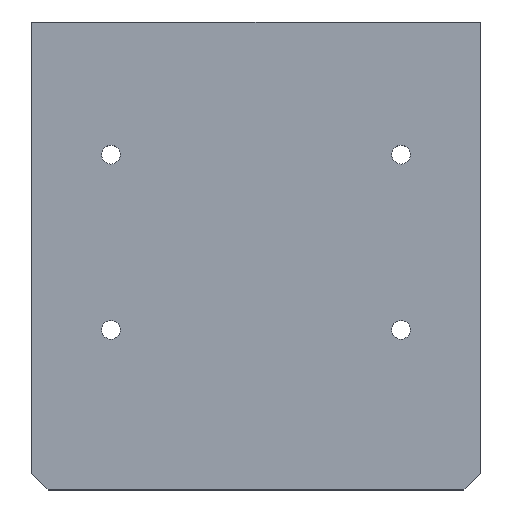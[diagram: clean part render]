
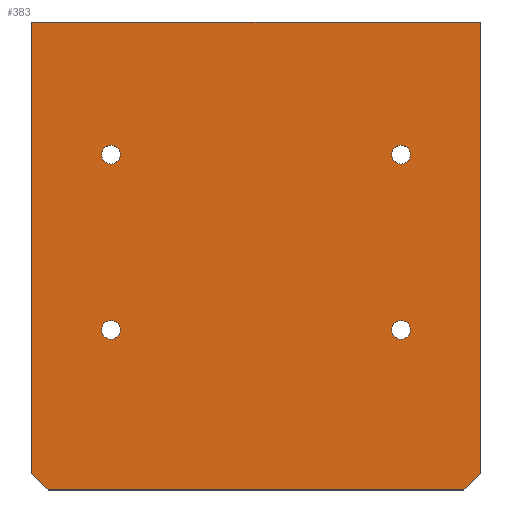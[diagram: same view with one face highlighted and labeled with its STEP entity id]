
A CAD part, top view. The second image highlights one B-rep face of the part: STEP entity #383.
In plain terms, the highlighted planar face has unit normal (0, 0, 1).
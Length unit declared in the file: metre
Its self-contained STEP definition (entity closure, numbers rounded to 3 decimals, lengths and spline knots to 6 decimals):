
#26=LINE('',#566,#68);
#38=LINE('',#589,#80);
#40=LINE('',#593,#82);
#43=LINE('',#607,#85);
#46=LINE('',#616,#88);
#47=LINE('',#617,#89);
#68=VECTOR('',#459,1.);
#80=VECTOR('',#473,1.);
#82=VECTOR('',#477,1.);
#85=VECTOR('',#494,1.);
#88=VECTOR('',#503,1.);
#89=VECTOR('',#504,1.);
#148=ORIENTED_EDGE('',*,*,#228,.T.);
#149=ORIENTED_EDGE('',*,*,#238,.T.);
#150=ORIENTED_EDGE('',*,*,#234,.F.);
#151=ORIENTED_EDGE('',*,*,#239,.T.);
#152=ORIENTED_EDGE('',*,*,#214,.F.);
#153=ORIENTED_EDGE('',*,*,#226,.T.);
#154=ORIENTED_EDGE('',*,*,#233,.F.);
#155=ORIENTED_EDGE('',*,*,#232,.F.);
#156=ORIENTED_EDGE('',*,*,#231,.F.);
#157=ORIENTED_EDGE('',*,*,#237,.F.);
#214=EDGE_CURVE('',#264,#265,#26,.T.);
#226=EDGE_CURVE('',#264,#273,#38,.T.);
#228=EDGE_CURVE('',#273,#274,#40,.T.);
#231=EDGE_CURVE('',#276,#276,#290,.T.);
#232=EDGE_CURVE('',#277,#277,#291,.T.);
#233=EDGE_CURVE('',#278,#278,#292,.T.);
#234=EDGE_CURVE('',#279,#280,#43,.T.);
#237=EDGE_CURVE('',#281,#281,#293,.T.);
#238=EDGE_CURVE('',#274,#280,#46,.T.);
#239=EDGE_CURVE('',#279,#265,#47,.F.);
#264=VERTEX_POINT('',#567);
#265=VERTEX_POINT('',#568);
#273=VERTEX_POINT('',#588);
#274=VERTEX_POINT('',#592);
#276=VERTEX_POINT('',#599);
#277=VERTEX_POINT('',#602);
#278=VERTEX_POINT('',#605);
#279=VERTEX_POINT('',#608);
#280=VERTEX_POINT('',#609);
#281=VERTEX_POINT('',#614);
#290=CIRCLE('',#416,0.0017);
#291=CIRCLE('',#418,0.0017);
#292=CIRCLE('',#420,0.0017);
#293=CIRCLE('',#423,0.0017);
#311=EDGE_LOOP('',(#148,#149,#150,#151,#152,#153));
#312=EDGE_LOOP('',(#154));
#313=EDGE_LOOP('',(#155));
#314=EDGE_LOOP('',(#156));
#315=EDGE_LOOP('',(#157));
#343=FACE_BOUND('',#311,.T.);
#344=FACE_BOUND('',#312,.T.);
#345=FACE_BOUND('',#313,.T.);
#346=FACE_BOUND('',#314,.T.);
#347=FACE_BOUND('',#315,.T.);
#363=PLANE('',#424);
#383=ADVANCED_FACE('',(#343,#344,#345,#346,#347),#363,.T.);
#416=AXIS2_PLACEMENT_3D('',#598,#482,#483);
#418=AXIS2_PLACEMENT_3D('',#601,#486,#487);
#420=AXIS2_PLACEMENT_3D('',#604,#490,#491);
#423=AXIS2_PLACEMENT_3D('',#613,#499,#500);
#424=AXIS2_PLACEMENT_3D('',#615,#501,#502);
#459=DIRECTION('',(0.,-1.,0.));
#473=DIRECTION('',(-1.,0.,0.));
#477=DIRECTION('',(0.,-1.,0.));
#482=DIRECTION('',(0.,0.,1.));
#483=DIRECTION('',(1.,0.,0.));
#486=DIRECTION('',(0.,0.,1.));
#487=DIRECTION('',(1.,0.,0.));
#490=DIRECTION('',(0.,0.,1.));
#491=DIRECTION('',(1.,0.,0.));
#494=DIRECTION('',(-1.,0.,0.));
#499=DIRECTION('',(0.,0.,1.));
#500=DIRECTION('',(1.,0.,0.));
#501=DIRECTION('',(0.,0.,1.));
#502=DIRECTION('',(1.,0.,0.));
#503=DIRECTION('',(0.707,-0.707,0.));
#504=DIRECTION('',(-0.707,-0.707,0.));
#566=CARTESIAN_POINT('',(-0.023733,-0.03525,0.114195));
#567=CARTESIAN_POINT('',(-0.023733,0.04025,0.114195));
#568=CARTESIAN_POINT('',(-0.023733,-0.04225,0.114195));
#588=CARTESIAN_POINT('',(-0.105733,0.04025,0.114195));
#589=CARTESIAN_POINT('',(-0.064733,0.04025,0.114195));
#592=CARTESIAN_POINT('',(-0.105733,-0.04225,0.114195));
#593=CARTESIAN_POINT('',(-0.105733,0.047375,0.114195));
#598=CARTESIAN_POINT('',(-0.038233,-0.016,0.114195));
#599=CARTESIAN_POINT('',(-0.036533,-0.016,0.114195));
#601=CARTESIAN_POINT('',(-0.091233,-0.016,0.114195));
#602=CARTESIAN_POINT('',(-0.089533,-0.016,0.114195));
#604=CARTESIAN_POINT('',(-0.091233,0.016,0.114195));
#605=CARTESIAN_POINT('',(-0.089533,0.016,0.114195));
#607=CARTESIAN_POINT('',(-0.064733,-0.04525,0.114195));
#608=CARTESIAN_POINT('',(-0.026733,-0.04525,0.114195));
#609=CARTESIAN_POINT('',(-0.102733,-0.04525,0.114195));
#613=CARTESIAN_POINT('',(-0.038233,0.016,0.114195));
#614=CARTESIAN_POINT('',(-0.036533,0.016,0.114195));
#615=CARTESIAN_POINT('',(-0.064733,0.007375,0.114195));
#616=CARTESIAN_POINT('',(-0.110045,-0.037938,0.114195));
#617=CARTESIAN_POINT('',(-0.01942,-0.037938,0.114195));
